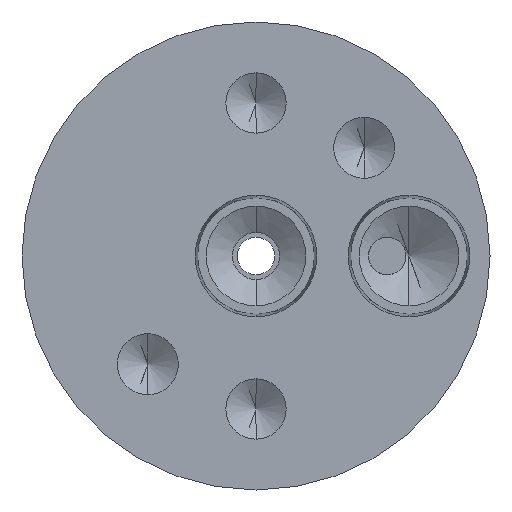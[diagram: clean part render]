
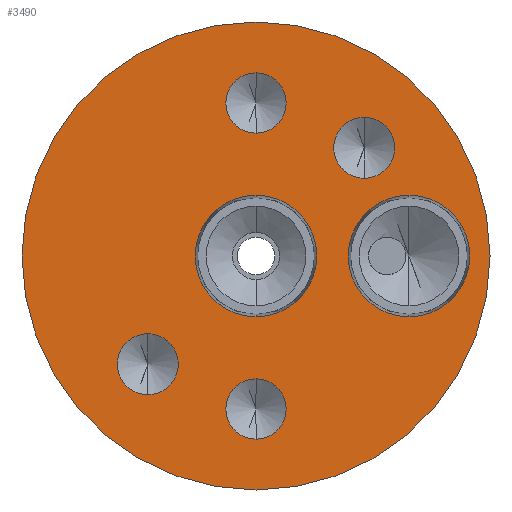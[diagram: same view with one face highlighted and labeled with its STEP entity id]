
A CAD part, front view. The second image highlights one B-rep face of the part: STEP entity #3490.
In plain terms, the highlighted planar face has unit normal (0, -1, 0).
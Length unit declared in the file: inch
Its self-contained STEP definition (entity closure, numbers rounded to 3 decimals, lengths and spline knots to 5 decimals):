
#27 = CIRCLE ( 'NONE', #3868, 0.1005 ) ;
#80 = EDGE_LOOP ( 'NONE', ( #2574, #1896 ) ) ;
#113 = EDGE_CURVE ( 'NONE', #4031, #2206, #832, .T. ) ;
#153 = ORIENTED_EDGE ( 'NONE', *, *, #4084, .F. ) ;
#168 = DIRECTION ( 'NONE',  ( 0., -1., 0. ) ) ;
#220 = DIRECTION ( 'NONE',  ( 0., 0., -1. ) ) ;
#240 = CARTESIAN_POINT ( 'NONE',  ( 0., -0.625, -0.51 ) ) ;
#247 = CARTESIAN_POINT ( 'NONE',  ( 0., -0.625, -0.51 ) ) ;
#253 = DIRECTION ( 'NONE',  ( 0., 0., -1. ) ) ;
#277 = EDGE_LOOP ( 'NONE', ( #4225, #3548 ) ) ;
#345 = DIRECTION ( 'NONE',  ( 0., -1., 0. ) ) ;
#359 = AXIS2_PLACEMENT_3D ( 'NONE', #2575, #521, #563 ) ;
#360 = VERTEX_POINT ( 'NONE', #1580 ) ;
#366 = AXIS2_PLACEMENT_3D ( 'NONE', #427, #2790, #1526 ) ;
#427 = CARTESIAN_POINT ( 'NONE',  ( 0., -0.625, 0. ) ) ;
#437 = CIRCLE ( 'NONE', #655, 0.2025 ) ;
#468 = ORIENTED_EDGE ( 'NONE', *, *, #1873, .F. ) ;
#497 = DIRECTION ( 'NONE',  ( 0., -1., 0. ) ) ;
#521 = DIRECTION ( 'NONE',  ( 0., -1., 0. ) ) ;
#563 = DIRECTION ( 'NONE',  ( 0., 0., -1. ) ) ;
#629 = FACE_BOUND ( 'NONE', #4147, .T. ) ;
#640 = DIRECTION ( 'NONE',  ( 0., 1., 0. ) ) ;
#655 = AXIS2_PLACEMENT_3D ( 'NONE', #1183, #168, #3869 ) ;
#781 = EDGE_CURVE ( 'NONE', #3829, #1905, #2825, .T. ) ;
#813 = AXIS2_PLACEMENT_3D ( 'NONE', #2780, #4122, #1122 ) ;
#832 = CIRCLE ( 'NONE', #1378, 0.1005 ) ;
#860 = CARTESIAN_POINT ( 'NONE',  ( -0.36062, -0.625, -0.36062 ) ) ;
#875 = VERTEX_POINT ( 'NONE', #1667 ) ;
#910 = CARTESIAN_POINT ( 'NONE',  ( 0.51, -0.625, -0.2025 ) ) ;
#929 = FACE_BOUND ( 'NONE', #3159, .T. ) ;
#935 = VERTEX_POINT ( 'NONE', #1779 ) ;
#951 = AXIS2_PLACEMENT_3D ( 'NONE', #3571, #497, #1508 ) ;
#1022 = EDGE_CURVE ( 'NONE', #4124, #875, #437, .T. ) ;
#1087 = CARTESIAN_POINT ( 'NONE',  ( 0.36062, -0.625, 0.36062 ) ) ;
#1122 = DIRECTION ( 'NONE',  ( 0., 0., -1. ) ) ;
#1150 = EDGE_CURVE ( 'NONE', #2536, #1479, #1639, .T. ) ;
#1173 = CARTESIAN_POINT ( 'NONE',  ( 0., -0.625, -0.78 ) ) ;
#1181 = CARTESIAN_POINT ( 'NONE',  ( 0.36062, -0.625, 0.25906 ) ) ;
#1183 = CARTESIAN_POINT ( 'NONE',  ( 0.51, -0.625, 0. ) ) ;
#1271 = CARTESIAN_POINT ( 'NONE',  ( 0., -0.625, 0.4095 ) ) ;
#1319 = DIRECTION ( 'NONE',  ( 0., 0., -1. ) ) ;
#1346 = CIRCLE ( 'NONE', #359, 0.2025 ) ;
#1359 = AXIS2_PLACEMENT_3D ( 'NONE', #247, #3302, #220 ) ;
#1378 = AXIS2_PLACEMENT_3D ( 'NONE', #2635, #3010, #253 ) ;
#1405 = DIRECTION ( 'NONE',  ( 0., -1., 0. ) ) ;
#1430 = AXIS2_PLACEMENT_3D ( 'NONE', #1720, #1405, #2038 ) ;
#1462 = CARTESIAN_POINT ( 'NONE',  ( 0., -0.625, -0.4095 ) ) ;
#1479 = VERTEX_POINT ( 'NONE', #1462 ) ;
#1494 = VERTEX_POINT ( 'NONE', #1173 ) ;
#1508 = DIRECTION ( 'NONE',  ( 0., 0., -1. ) ) ;
#1526 = DIRECTION ( 'NONE',  ( 0., 0., 1. ) ) ;
#1580 = CARTESIAN_POINT ( 'NONE',  ( 0., -0.625, -0.2025 ) ) ;
#1606 = ORIENTED_EDGE ( 'NONE', *, *, #2607, .F. ) ;
#1611 = ORIENTED_EDGE ( 'NONE', *, *, #1022, .F. ) ;
#1639 = CIRCLE ( 'NONE', #1359, 0.1005 ) ;
#1663 = CARTESIAN_POINT ( 'NONE',  ( -0.36062, -0.625, -0.46219 ) ) ;
#1667 = CARTESIAN_POINT ( 'NONE',  ( 0.51, -0.625, 0.2025 ) ) ;
#1716 = DIRECTION ( 'NONE',  ( 0., 0., -1. ) ) ;
#1720 = CARTESIAN_POINT ( 'NONE',  ( -0.78, -0.625, 0. ) ) ;
#1779 = CARTESIAN_POINT ( 'NONE',  ( 0.36062, -0.625, 0.46219 ) ) ;
#1796 = CARTESIAN_POINT ( 'NONE',  ( 0., -0.625, 0.2025 ) ) ;
#1802 = AXIS2_PLACEMENT_3D ( 'NONE', #1942, #640, #3937 ) ;
#1806 = AXIS2_PLACEMENT_3D ( 'NONE', #2048, #2718, #2334 ) ;
#1809 = EDGE_CURVE ( 'NONE', #1905, #3829, #3764, .T. ) ;
#1846 = DIRECTION ( 'NONE',  ( 0., -1., 0. ) ) ;
#1852 = EDGE_LOOP ( 'NONE', ( #468, #1606 ) ) ;
#1858 = AXIS2_PLACEMENT_3D ( 'NONE', #3367, #345, #3035 ) ;
#1873 = EDGE_CURVE ( 'NONE', #4287, #1494, #3202, .T. ) ;
#1881 = CARTESIAN_POINT ( 'NONE',  ( -0.36062, -0.625, -0.25906 ) ) ;
#1896 = ORIENTED_EDGE ( 'NONE', *, *, #4261, .F. ) ;
#1905 = VERTEX_POINT ( 'NONE', #1663 ) ;
#1942 = CARTESIAN_POINT ( 'NONE',  ( 0., -0.625, 0. ) ) ;
#1994 = FACE_BOUND ( 'NONE', #277, .T. ) ;
#2032 = ORIENTED_EDGE ( 'NONE', *, *, #1150, .F. ) ;
#2038 = DIRECTION ( 'NONE',  ( 0., 0., -1. ) ) ;
#2048 = CARTESIAN_POINT ( 'NONE',  ( 0., -0.625, 0.51 ) ) ;
#2055 = EDGE_CURVE ( 'NONE', #2206, #4031, #3622, .T. ) ;
#2206 = VERTEX_POINT ( 'NONE', #1271 ) ;
#2210 = ORIENTED_EDGE ( 'NONE', *, *, #2453, .F. ) ;
#2257 = EDGE_CURVE ( 'NONE', #3115, #935, #3529, .T. ) ;
#2266 = FACE_OUTER_BOUND ( 'NONE', #1852, .T. ) ;
#2334 = DIRECTION ( 'NONE',  ( 0., 0., -1. ) ) ;
#2419 = EDGE_CURVE ( 'NONE', #360, #3364, #1346, .T. ) ;
#2453 = EDGE_CURVE ( 'NONE', #1479, #2536, #27, .T. ) ;
#2470 = ORIENTED_EDGE ( 'NONE', *, *, #2055, .F. ) ;
#2536 = VERTEX_POINT ( 'NONE', #3150 ) ;
#2574 = ORIENTED_EDGE ( 'NONE', *, *, #2419, .F. ) ;
#2575 = CARTESIAN_POINT ( 'NONE',  ( 0., -0.625, 0. ) ) ;
#2607 = EDGE_CURVE ( 'NONE', #1494, #4287, #2969, .T. ) ;
#2635 = CARTESIAN_POINT ( 'NONE',  ( 0., -0.625, 0.51 ) ) ;
#2694 = CIRCLE ( 'NONE', #813, 0.10156 ) ;
#2718 = DIRECTION ( 'NONE',  ( 0., -1., 0. ) ) ;
#2737 = ORIENTED_EDGE ( 'NONE', *, *, #781, .F. ) ;
#2780 = CARTESIAN_POINT ( 'NONE',  ( 0.36062, -0.625, 0.36062 ) ) ;
#2790 = DIRECTION ( 'NONE',  ( 0., 1., 0. ) ) ;
#2825 = CIRCLE ( 'NONE', #3947, 0.10156 ) ;
#2836 = CIRCLE ( 'NONE', #951, 0.2025 ) ;
#2845 = AXIS2_PLACEMENT_3D ( 'NONE', #4162, #3534, #3493 ) ;
#2932 = FACE_BOUND ( 'NONE', #3511, .T. ) ;
#2969 = CIRCLE ( 'NONE', #366, 0.78 ) ;
#3010 = DIRECTION ( 'NONE',  ( 0., -1., 0. ) ) ;
#3032 = DIRECTION ( 'NONE',  ( 0., -1., 0. ) ) ;
#3035 = DIRECTION ( 'NONE',  ( 0., 0., -1. ) ) ;
#3073 = EDGE_CURVE ( 'NONE', #935, #3115, #2694, .T. ) ;
#3115 = VERTEX_POINT ( 'NONE', #1181 ) ;
#3150 = CARTESIAN_POINT ( 'NONE',  ( 0., -0.625, -0.6105 ) ) ;
#3159 = EDGE_LOOP ( 'NONE', ( #2470, #3232 ) ) ;
#3202 = CIRCLE ( 'NONE', #1802, 0.78 ) ;
#3232 = ORIENTED_EDGE ( 'NONE', *, *, #113, .F. ) ;
#3266 = CIRCLE ( 'NONE', #1858, 0.2025 ) ;
#3302 = DIRECTION ( 'NONE',  ( 0., -1., 0. ) ) ;
#3348 = FACE_BOUND ( 'NONE', #80, .T. ) ;
#3364 = VERTEX_POINT ( 'NONE', #1796 ) ;
#3367 = CARTESIAN_POINT ( 'NONE',  ( 0., -0.625, 0. ) ) ;
#3381 = ORIENTED_EDGE ( 'NONE', *, *, #1809, .F. ) ;
#3431 = DIRECTION ( 'NONE',  ( 0., -1., 0. ) ) ;
#3455 = AXIS2_PLACEMENT_3D ( 'NONE', #1087, #3431, #1319 ) ;
#3490 = ADVANCED_FACE ( 'NONE', ( #1994, #629, #2932, #929, #3995, #3348, #2266 ), #3954, .T. ) ;
#3493 = DIRECTION ( 'NONE',  ( 0., 0., -1. ) ) ;
#3511 = EDGE_LOOP ( 'NONE', ( #1611, #153 ) ) ;
#3529 = CIRCLE ( 'NONE', #3455, 0.10156 ) ;
#3534 = DIRECTION ( 'NONE',  ( 0., -1., 0. ) ) ;
#3548 = ORIENTED_EDGE ( 'NONE', *, *, #3073, .F. ) ;
#3571 = CARTESIAN_POINT ( 'NONE',  ( 0.51, -0.625, 0. ) ) ;
#3622 = CIRCLE ( 'NONE', #1806, 0.1005 ) ;
#3710 = EDGE_LOOP ( 'NONE', ( #2032, #2210 ) ) ;
#3764 = CIRCLE ( 'NONE', #2845, 0.10156 ) ;
#3829 = VERTEX_POINT ( 'NONE', #1881 ) ;
#3868 = AXIS2_PLACEMENT_3D ( 'NONE', #240, #3032, #1716 ) ;
#3869 = DIRECTION ( 'NONE',  ( 0., 0., -1. ) ) ;
#3909 = DIRECTION ( 'NONE',  ( 0., 0., -1. ) ) ;
#3937 = DIRECTION ( 'NONE',  ( 0., 0., 1. ) ) ;
#3947 = AXIS2_PLACEMENT_3D ( 'NONE', #860, #1846, #3909 ) ;
#3954 = PLANE ( 'NONE',  #1430 ) ;
#3995 = FACE_BOUND ( 'NONE', #3710, .T. ) ;
#4031 = VERTEX_POINT ( 'NONE', #4200 ) ;
#4084 = EDGE_CURVE ( 'NONE', #875, #4124, #2836, .T. ) ;
#4111 = CARTESIAN_POINT ( 'NONE',  ( 0., -0.625, 0.78 ) ) ;
#4122 = DIRECTION ( 'NONE',  ( 0., -1., 0. ) ) ;
#4124 = VERTEX_POINT ( 'NONE', #910 ) ;
#4147 = EDGE_LOOP ( 'NONE', ( #3381, #2737 ) ) ;
#4162 = CARTESIAN_POINT ( 'NONE',  ( -0.36062, -0.625, -0.36062 ) ) ;
#4200 = CARTESIAN_POINT ( 'NONE',  ( 0., -0.625, 0.6105 ) ) ;
#4225 = ORIENTED_EDGE ( 'NONE', *, *, #2257, .F. ) ;
#4261 = EDGE_CURVE ( 'NONE', #3364, #360, #3266, .T. ) ;
#4287 = VERTEX_POINT ( 'NONE', #4111 ) ;
